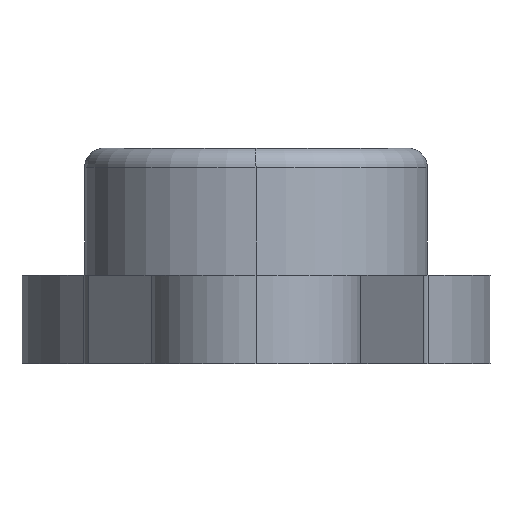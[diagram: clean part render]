
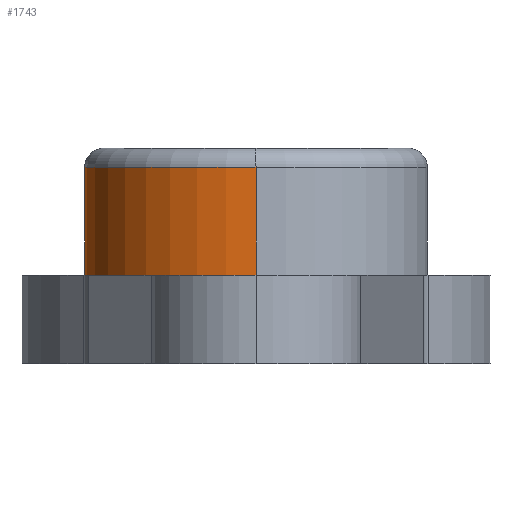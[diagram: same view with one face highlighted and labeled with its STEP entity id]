
A CAD part, left-side view. The second image highlights one B-rep face of the part: STEP entity #1743.
In plain terms, the highlighted cylindrical face has radius 4.45 mm (diameter 8.9 mm), a partial arc.
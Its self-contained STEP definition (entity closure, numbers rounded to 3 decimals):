
#79 = CARTESIAN_POINT ( 'NONE',  ( -4.45, 0., 2.3 ) ) ;
#564 = CARTESIAN_POINT ( 'NONE',  ( -4.45, 0., 5.6 ) ) ;
#592 = ORIENTED_EDGE ( 'NONE', *, *, #5011, .T. ) ;
#628 = VERTEX_POINT ( 'NONE', #2408 ) ;
#1459 = CARTESIAN_POINT ( 'NONE',  ( 0., 0., 5.6 ) ) ;
#1497 = DIRECTION ( 'NONE',  ( 1., 0., 0. ) ) ;
#1538 = CARTESIAN_POINT ( 'NONE',  ( 0., 0., 2.3 ) ) ;
#1565 = AXIS2_PLACEMENT_3D ( 'NONE', #2517, #2982, #1497 ) ;
#1660 = AXIS2_PLACEMENT_3D ( 'NONE', #1459, #5179, #3317 ) ;
#1743 = ADVANCED_FACE ( 'NONE', ( #3278 ), #2196, .T. ) ;
#1995 = DIRECTION ( 'NONE',  ( 1., 0., 0. ) ) ;
#2137 = EDGE_CURVE ( 'NONE', #3741, #3286, #2989, .T. ) ;
#2196 = CYLINDRICAL_SURFACE ( 'NONE', #1660, 4.45 ) ;
#2408 = CARTESIAN_POINT ( 'NONE',  ( -4.45, 0., 5.1 ) ) ;
#2481 = DIRECTION ( 'NONE',  ( 0., 0., -1. ) ) ;
#2517 = CARTESIAN_POINT ( 'NONE',  ( 0., 0., 5.1 ) ) ;
#2608 = ORIENTED_EDGE ( 'NONE', *, *, #5513, .T. ) ;
#2711 = VECTOR ( 'NONE', #2481, 1000. ) ;
#2949 = CARTESIAN_POINT ( 'NONE',  ( 4.45, 0., 5.6 ) ) ;
#2982 = DIRECTION ( 'NONE',  ( 0., 0., -1. ) ) ;
#2989 = LINE ( 'NONE', #2949, #2711 ) ;
#3106 = LINE ( 'NONE', #564, #4237 ) ;
#3186 = ORIENTED_EDGE ( 'NONE', *, *, #6045, .F. ) ;
#3278 = FACE_OUTER_BOUND ( 'NONE', #5304, .T. ) ;
#3286 = VERTEX_POINT ( 'NONE', #5090 ) ;
#3317 = DIRECTION ( 'NONE',  ( -1., 0., 0. ) ) ;
#3741 = VERTEX_POINT ( 'NONE', #5185 ) ;
#3845 = DIRECTION ( 'NONE',  ( 0., 0., -1. ) ) ;
#3852 = AXIS2_PLACEMENT_3D ( 'NONE', #1538, #4802, #1995 ) ;
#4237 = VECTOR ( 'NONE', #3845, 1000. ) ;
#4650 = CIRCLE ( 'NONE', #3852, 4.45 ) ;
#4783 = CIRCLE ( 'NONE', #1565, 4.45 ) ;
#4802 = DIRECTION ( 'NONE',  ( 0., 0., 1. ) ) ;
#4904 = VERTEX_POINT ( 'NONE', #79 ) ;
#5011 = EDGE_CURVE ( 'NONE', #628, #3741, #4783, .T. ) ;
#5090 = CARTESIAN_POINT ( 'NONE',  ( 4.45, 0., 2.3 ) ) ;
#5179 = DIRECTION ( 'NONE',  ( 0., 0., -1. ) ) ;
#5185 = CARTESIAN_POINT ( 'NONE',  ( 4.45, 0., 5.1 ) ) ;
#5304 = EDGE_LOOP ( 'NONE', ( #592, #5902, #2608, #3186 ) ) ;
#5513 = EDGE_CURVE ( 'NONE', #3286, #4904, #4650, .T. ) ;
#5902 = ORIENTED_EDGE ( 'NONE', *, *, #2137, .T. ) ;
#6045 = EDGE_CURVE ( 'NONE', #628, #4904, #3106, .T. ) ;
